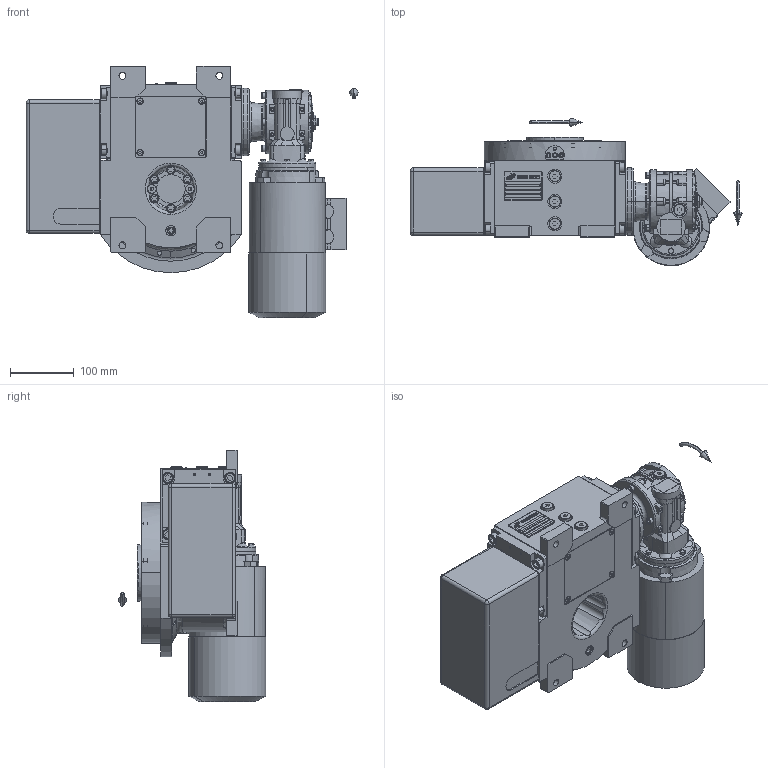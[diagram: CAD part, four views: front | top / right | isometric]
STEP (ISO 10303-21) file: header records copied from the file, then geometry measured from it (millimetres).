
FILE_DESCRIPTION (( 'STEP AP203' ), '1' );
FILE_NAME ('PC5201938.step', '2026-03-17T09:41:14', ( '' ), ( '' ), 'SwSTEP 2.0', 'SolidWorks 2020', '' );
FILE_SCHEMA (( 'CONFIG_CONTROL_DESIGN' ));
Length unit declared in the file: millimetre
Products named in the file (86): rig06_007_master; cfn2000_01_151; AS_900_38_30_003; rig06_001_a; cfn2000_01_103; rig06_002_bl_003; cfn2000_01_126; cfn2476_01_002_60x46; rig06_005_n_01; cfn2128_04_004; cfn2128_19_002; AS_cfn2476_01_002_60x46; 9004_2512; AS_rig06_004; CFN2010_01_012.stp; cfn2000_01_124; AS_rig06_002_bl_003; AS_3_04_130_00; cfn2151_01_290; cfn2107_01_001; CFN2000_01_185.stp; freccia_angolare; cfn2003_01_054; rig06_004_s_001; PC5201938; cfn2155_01_056; RIG06_021_AF0.stp; cfn2151_01_109; rig06_016; cfn2276_01_074; BM63B14; RMI40_F1_LCB_SX_63B14; CFN2203_02_001.stp; AS_rig06_004_s_001; cfn2155_01_303; cfn2151_01_090; cfn2073_01_012; cfn2077_01_018; AS_rig06_016; CFN2223_01-570X6-B.stp ...
Assembly tree (79 placements, depth 5):
  rig06_007_master
  CFN2010_01_012.stp
  cfn2151_01_290
  PC5201938
    rig06_001_a
    AS_cfn2476_01_002_60x46
      cfn2476_01_002_60x46
      cfn2107_01_001
      cfn2107_01_001
    AS_rig06_071_8_m
      rig06_071_08_m_asm.stp
        RIG06_005_ASM.stp
          RIG06_021_AF0.stp
          CFN2000_01_185.stp
          CFN2000_01_185.stp
          CFN2104_02_017.stp
        CFN2010_02_002.stp
      rig06_005_n_01
      rig06_003_8
      cfn2104_01_016  x2
      cfn2000_01_124
      cfn2000_01_124  x6
      cfn2000_01_124
      cfn2000_01_124
      cfn2000_01_124
      cfn2155_01_303
    AS_rig06_015
      rig06_015
      cfn2073_01_012
      cfn2000_01_126
      cfn2000_01_126
      cfn2000_01_126
      cfn2000_01_126
      cfn2000_01_126
      cfn2000_01_126
    AS_rig06_004
      rig06_004
      cfn2070_05_005
      cfn2000_01_103
      cfn2000_01_103
      cfn2000_01_103
      cfn2000_01_103
      cfn2155_01_056
    AS_rig06_004_s_001
      rig06_004_s_001
      cfn2070_05_005
      cfn2000_01_103
      cfn2000_01_103
      cfn2000_01_103
      cfn2000_01_103
      cfn2155_01_056
    AS_rig06_002_bl_003
      rig06_002_bl_003
      cfn2115_02_182
    9004_2512
    cfn2128_04_004
    cfn2128_04_004
    cfn2128_04_004
    cfn2128_19_002
    AS_rig06_016
Bounding box: 522.5 x 231.99 x 395.99 mm (x, y, z)
Volume: 8223698.8 mm3; surface area: 1174920.4 mm2
Topology: 69 solids, 71 shells, 3430 faces, 8672 edges, 5557 vertices
Faces by surface type: plane 1601, cylinder 1181, cone 464, torus 151, bspline 23, sphere 10
Entity records: 120449 total; most frequent: CARTESIAN_POINT 30845, DIRECTION 17130, ORIENTED_EDGE 16580, EDGE_CURVE 8290, AXIS2_PLACEMENT_3D 6250, VERTEX_POINT 5376, VECTOR 4630, LINE 4630
